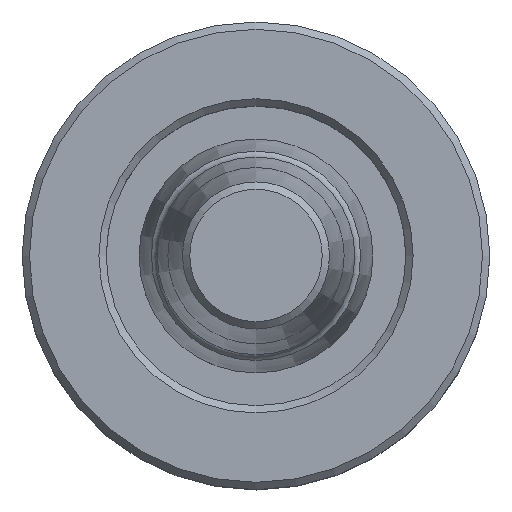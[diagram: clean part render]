
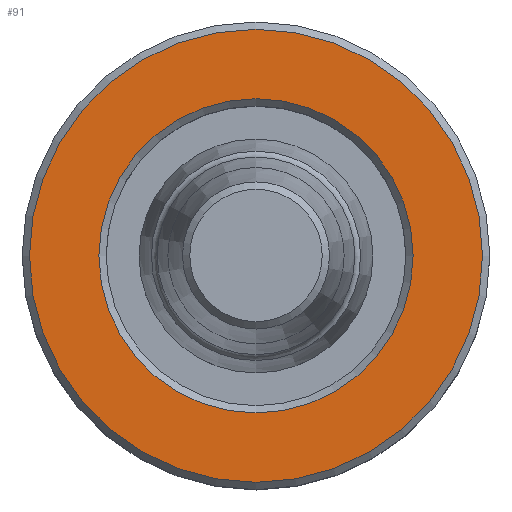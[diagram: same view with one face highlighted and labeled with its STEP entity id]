
A CAD part, top view. The second image highlights one B-rep face of the part: STEP entity #91.
In plain terms, the highlighted planar face has unit normal (0, 0, 1).
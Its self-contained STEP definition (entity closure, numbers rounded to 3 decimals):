
#61=FACE_BOUND('',#125,.T.);
#62=FACE_BOUND('',#126,.T.);
#91=ADVANCED_FACE('',(#61,#62),#105,.F.);
#105=PLANE('',#281);
#125=EDGE_LOOP('',(#163));
#126=EDGE_LOOP('',(#164));
#163=ORIENTED_EDGE('',*,*,#213,.F.);
#164=ORIENTED_EDGE('',*,*,#212,.T.);
#193=VERTEX_POINT('',#415);
#194=VERTEX_POINT('',#418);
#212=EDGE_CURVE('',#193,#193,#231,.T.);
#213=EDGE_CURVE('',#194,#194,#232,.T.);
#231=CIRCLE('',#278,15.5);
#232=CIRCLE('',#280,10.75);
#278=AXIS2_PLACEMENT_3D('',#414,#339,#340);
#280=AXIS2_PLACEMENT_3D('',#417,#343,#344);
#281=AXIS2_PLACEMENT_3D('',#419,#345,#346);
#339=DIRECTION('',(0.,0.,1.));
#340=DIRECTION('',(0.,-1.,0.));
#343=DIRECTION('',(0.,0.,1.));
#344=DIRECTION('',(0.,-1.,0.));
#345=DIRECTION('',(0.,0.,-1.));
#346=DIRECTION('',(0.,1.,0.));
#414=CARTESIAN_POINT('',(0.,0.,7.469));
#415=CARTESIAN_POINT('',(0.,-15.5,7.469));
#417=CARTESIAN_POINT('',(0.,0.,7.469));
#418=CARTESIAN_POINT('',(0.,-10.75,7.469));
#419=CARTESIAN_POINT('',(12.697,8.89,7.469));
